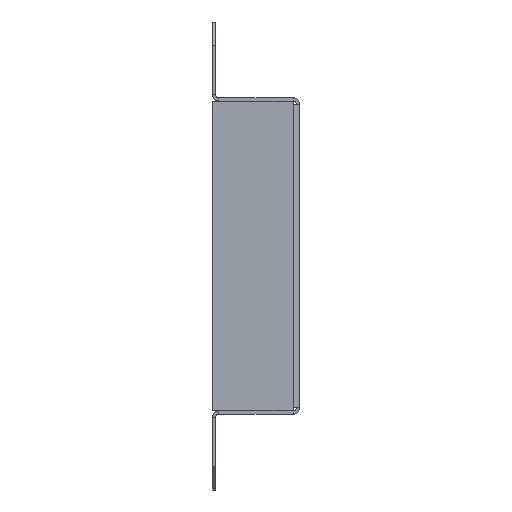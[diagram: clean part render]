
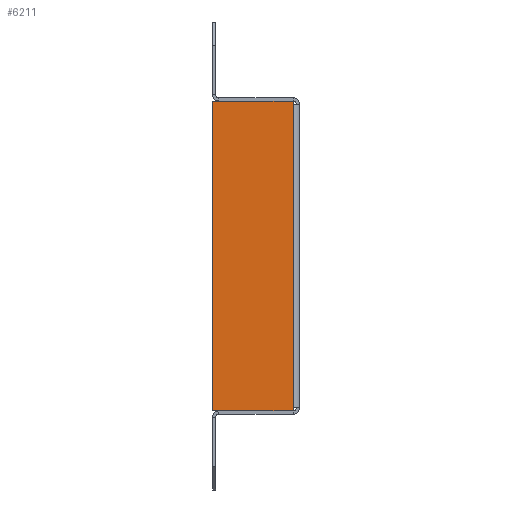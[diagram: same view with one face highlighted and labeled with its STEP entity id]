
A CAD part, left-side view. The second image highlights one B-rep face of the part: STEP entity #6211.
In plain terms, the highlighted planar face has unit normal (-1, 0, 0).
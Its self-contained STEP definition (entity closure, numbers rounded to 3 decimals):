
#1790 = CYLINDRICAL_SURFACE('',#1791,4.);
#1791 = AXIS2_PLACEMENT_3D('',#1792,#1793,#1794);
#1792 = CARTESIAN_POINT('',(-71.,4.,0.));
#1793 = DIRECTION('',(0.,0.,-1.));
#1794 = DIRECTION('',(0.,-1.,0.));
#4828 = EDGE_CURVE('',#4829,#4831,#4833,.T.);
#4829 = VERTEX_POINT('',#4830);
#4830 = CARTESIAN_POINT('',(-75.,4.,-96.));
#4831 = VERTEX_POINT('',#4832);
#4832 = CARTESIAN_POINT('',(-75.,4.,96.));
#4833 = SURFACE_CURVE('',#4834,(#4838,#4845),.PCURVE_S1.);
#4834 = LINE('',#4835,#4836);
#4835 = CARTESIAN_POINT('',(-75.,4.,0.));
#4836 = VECTOR('',#4837,1.);
#4837 = DIRECTION('',(0.,0.,1.));
#4838 = PCURVE('',#1790,#4839);
#4839 = DEFINITIONAL_REPRESENTATION('',(#4840),#4844);
#4840 = LINE('',#4841,#4842);
#4841 = CARTESIAN_POINT('',(1.571,0.));
#4842 = VECTOR('',#4843,1.);
#4843 = DIRECTION('',(0.,-1.));
#4844 = ( GEOMETRIC_REPRESENTATION_CONTEXT(2) 
PARAMETRIC_REPRESENTATION_CONTEXT() REPRESENTATION_CONTEXT('2D SPACE',''
  ) );
#4845 = PCURVE('',#4846,#4851);
#4846 = PLANE('',#4847);
#4847 = AXIS2_PLACEMENT_3D('',#4848,#4849,#4850);
#4848 = CARTESIAN_POINT('',(-75.,27.249,0.));
#4849 = DIRECTION('',(-1.,0.,0.));
#4850 = DIRECTION('',(-0.,0.,-1.));
#4851 = DEFINITIONAL_REPRESENTATION('',(#4852),#4856);
#4852 = LINE('',#4853,#4854);
#4853 = CARTESIAN_POINT('',(0.,23.249));
#4854 = VECTOR('',#4855,1.);
#4855 = DIRECTION('',(-1.,0.));
#4856 = ( GEOMETRIC_REPRESENTATION_CONTEXT(2) 
PARAMETRIC_REPRESENTATION_CONTEXT() REPRESENTATION_CONTEXT('2D SPACE',''
  ) );
#6034 = PLANE('',#6035);
#6035 = AXIS2_PLACEMENT_3D('',#6036,#6037,#6038);
#6036 = CARTESIAN_POINT('',(-75.,4.,-96.));
#6037 = DIRECTION('',(0.,-1.,0.));
#6038 = DIRECTION('',(0.,0.,-1.));
#6068 = PLANE('',#6069);
#6069 = AXIS2_PLACEMENT_3D('',#6070,#6071,#6072);
#6070 = CARTESIAN_POINT('',(-75.,4.,96.586));
#6071 = DIRECTION('',(0.,-1.,0.));
#6072 = DIRECTION('',(0.,0.,-1.));
#6123 = PLANE('',#6124);
#6124 = AXIS2_PLACEMENT_3D('',#6125,#6126,#6127);
#6125 = CARTESIAN_POINT('',(-75.,4.,-97.986));
#6126 = DIRECTION('',(0.,0.,-1.));
#6127 = DIRECTION('',(0.,1.,0.));
#6151 = PLANE('',#6152);
#6152 = AXIS2_PLACEMENT_3D('',#6153,#6154,#6155);
#6153 = CARTESIAN_POINT('',(-75.,55.,-96.586));
#6154 = DIRECTION('',(0.,1.,0.));
#6155 = DIRECTION('',(0.,0.,1.));
#6179 = PLANE('',#6180);
#6180 = AXIS2_PLACEMENT_3D('',#6181,#6182,#6183);
#6181 = CARTESIAN_POINT('',(-75.,55.,97.986));
#6182 = DIRECTION('',(0.,0.,1.));
#6183 = DIRECTION('',(0.,-1.,0.));
#6211 = ADVANCED_FACE('',(#6212),#4846,.T.);
#6212 = FACE_BOUND('',#6213,.T.);
#6213 = EDGE_LOOP('',(#6214,#6215,#6238,#6261,#6284,#6307));
#6214 = ORIENTED_EDGE('',*,*,#4828,.T.);
#6215 = ORIENTED_EDGE('',*,*,#6216,.T.);
#6216 = EDGE_CURVE('',#4831,#6217,#6219,.T.);
#6217 = VERTEX_POINT('',#6218);
#6218 = CARTESIAN_POINT('',(-75.,4.,97.986));
#6219 = SURFACE_CURVE('',#6220,(#6224,#6231),.PCURVE_S1.);
#6220 = LINE('',#6221,#6222);
#6221 = CARTESIAN_POINT('',(-75.,4.,96.));
#6222 = VECTOR('',#6223,1.);
#6223 = DIRECTION('',(0.,0.,1.));
#6224 = PCURVE('',#4846,#6225);
#6225 = DEFINITIONAL_REPRESENTATION('',(#6226),#6230);
#6226 = LINE('',#6227,#6228);
#6227 = CARTESIAN_POINT('',(-96.,23.249));
#6228 = VECTOR('',#6229,1.);
#6229 = DIRECTION('',(-1.,0.));
#6230 = ( GEOMETRIC_REPRESENTATION_CONTEXT(2) 
PARAMETRIC_REPRESENTATION_CONTEXT() REPRESENTATION_CONTEXT('2D SPACE',''
  ) );
#6231 = PCURVE('',#6068,#6232);
#6232 = DEFINITIONAL_REPRESENTATION('',(#6233),#6237);
#6233 = LINE('',#6234,#6235);
#6234 = CARTESIAN_POINT('',(0.586,0.));
#6235 = VECTOR('',#6236,1.);
#6236 = DIRECTION('',(-1.,0.));
#6237 = ( GEOMETRIC_REPRESENTATION_CONTEXT(2) 
PARAMETRIC_REPRESENTATION_CONTEXT() REPRESENTATION_CONTEXT('2D SPACE',''
  ) );
#6238 = ORIENTED_EDGE('',*,*,#6239,.F.);
#6239 = EDGE_CURVE('',#6240,#6217,#6242,.T.);
#6240 = VERTEX_POINT('',#6241);
#6241 = CARTESIAN_POINT('',(-75.,55.,97.986));
#6242 = SURFACE_CURVE('',#6243,(#6247,#6254),.PCURVE_S1.);
#6243 = LINE('',#6244,#6245);
#6244 = CARTESIAN_POINT('',(-75.,41.124,97.986));
#6245 = VECTOR('',#6246,1.);
#6246 = DIRECTION('',(0.,-1.,0.));
#6247 = PCURVE('',#4846,#6248);
#6248 = DEFINITIONAL_REPRESENTATION('',(#6249),#6253);
#6249 = LINE('',#6250,#6251);
#6250 = CARTESIAN_POINT('',(-97.986,-13.876));
#6251 = VECTOR('',#6252,1.);
#6252 = DIRECTION('',(-0.,1.));
#6253 = ( GEOMETRIC_REPRESENTATION_CONTEXT(2) 
PARAMETRIC_REPRESENTATION_CONTEXT() REPRESENTATION_CONTEXT('2D SPACE',''
  ) );
#6254 = PCURVE('',#6179,#6255);
#6255 = DEFINITIONAL_REPRESENTATION('',(#6256),#6260);
#6256 = LINE('',#6257,#6258);
#6257 = CARTESIAN_POINT('',(13.876,0.));
#6258 = VECTOR('',#6259,1.);
#6259 = DIRECTION('',(1.,0.));
#6260 = ( GEOMETRIC_REPRESENTATION_CONTEXT(2) 
PARAMETRIC_REPRESENTATION_CONTEXT() REPRESENTATION_CONTEXT('2D SPACE',''
  ) );
#6261 = ORIENTED_EDGE('',*,*,#6262,.T.);
#6262 = EDGE_CURVE('',#6240,#6263,#6265,.T.);
#6263 = VERTEX_POINT('',#6264);
#6264 = CARTESIAN_POINT('',(-75.,55.,-97.986));
#6265 = SURFACE_CURVE('',#6266,(#6270,#6277),.PCURVE_S1.);
#6266 = LINE('',#6267,#6268);
#6267 = CARTESIAN_POINT('',(-75.,55.,96.586));
#6268 = VECTOR('',#6269,1.);
#6269 = DIRECTION('',(0.,0.,-1.));
#6270 = PCURVE('',#4846,#6271);
#6271 = DEFINITIONAL_REPRESENTATION('',(#6272),#6276);
#6272 = LINE('',#6273,#6274);
#6273 = CARTESIAN_POINT('',(-96.586,-27.751));
#6274 = VECTOR('',#6275,1.);
#6275 = DIRECTION('',(1.,0.));
#6276 = ( GEOMETRIC_REPRESENTATION_CONTEXT(2) 
PARAMETRIC_REPRESENTATION_CONTEXT() REPRESENTATION_CONTEXT('2D SPACE',''
  ) );
#6277 = PCURVE('',#6151,#6278);
#6278 = DEFINITIONAL_REPRESENTATION('',(#6279),#6283);
#6279 = LINE('',#6280,#6281);
#6280 = CARTESIAN_POINT('',(193.172,0.));
#6281 = VECTOR('',#6282,1.);
#6282 = DIRECTION('',(-1.,0.));
#6283 = ( GEOMETRIC_REPRESENTATION_CONTEXT(2) 
PARAMETRIC_REPRESENTATION_CONTEXT() REPRESENTATION_CONTEXT('2D SPACE',''
  ) );
#6284 = ORIENTED_EDGE('',*,*,#6285,.F.);
#6285 = EDGE_CURVE('',#6286,#6263,#6288,.T.);
#6286 = VERTEX_POINT('',#6287);
#6287 = CARTESIAN_POINT('',(-75.,4.,-97.986));
#6288 = SURFACE_CURVE('',#6289,(#6293,#6300),.PCURVE_S1.);
#6289 = LINE('',#6290,#6291);
#6290 = CARTESIAN_POINT('',(-75.,15.624,-97.986));
#6291 = VECTOR('',#6292,1.);
#6292 = DIRECTION('',(0.,1.,0.));
#6293 = PCURVE('',#4846,#6294);
#6294 = DEFINITIONAL_REPRESENTATION('',(#6295),#6299);
#6295 = LINE('',#6296,#6297);
#6296 = CARTESIAN_POINT('',(97.986,11.624));
#6297 = VECTOR('',#6298,1.);
#6298 = DIRECTION('',(0.,-1.));
#6299 = ( GEOMETRIC_REPRESENTATION_CONTEXT(2) 
PARAMETRIC_REPRESENTATION_CONTEXT() REPRESENTATION_CONTEXT('2D SPACE',''
  ) );
#6300 = PCURVE('',#6123,#6301);
#6301 = DEFINITIONAL_REPRESENTATION('',(#6302),#6306);
#6302 = LINE('',#6303,#6304);
#6303 = CARTESIAN_POINT('',(11.624,0.));
#6304 = VECTOR('',#6305,1.);
#6305 = DIRECTION('',(1.,0.));
#6306 = ( GEOMETRIC_REPRESENTATION_CONTEXT(2) 
PARAMETRIC_REPRESENTATION_CONTEXT() REPRESENTATION_CONTEXT('2D SPACE',''
  ) );
#6307 = ORIENTED_EDGE('',*,*,#6308,.F.);
#6308 = EDGE_CURVE('',#4829,#6286,#6309,.T.);
#6309 = SURFACE_CURVE('',#6310,(#6314,#6321),.PCURVE_S1.);
#6310 = LINE('',#6311,#6312);
#6311 = CARTESIAN_POINT('',(-75.,4.,-96.));
#6312 = VECTOR('',#6313,1.);
#6313 = DIRECTION('',(0.,0.,-1.));
#6314 = PCURVE('',#4846,#6315);
#6315 = DEFINITIONAL_REPRESENTATION('',(#6316),#6320);
#6316 = LINE('',#6317,#6318);
#6317 = CARTESIAN_POINT('',(96.,23.249));
#6318 = VECTOR('',#6319,1.);
#6319 = DIRECTION('',(1.,0.));
#6320 = ( GEOMETRIC_REPRESENTATION_CONTEXT(2) 
PARAMETRIC_REPRESENTATION_CONTEXT() REPRESENTATION_CONTEXT('2D SPACE',''
  ) );
#6321 = PCURVE('',#6034,#6322);
#6322 = DEFINITIONAL_REPRESENTATION('',(#6323),#6327);
#6323 = LINE('',#6324,#6325);
#6324 = CARTESIAN_POINT('',(0.,0.));
#6325 = VECTOR('',#6326,1.);
#6326 = DIRECTION('',(1.,0.));
#6327 = ( GEOMETRIC_REPRESENTATION_CONTEXT(2) 
PARAMETRIC_REPRESENTATION_CONTEXT() REPRESENTATION_CONTEXT('2D SPACE',''
  ) );
